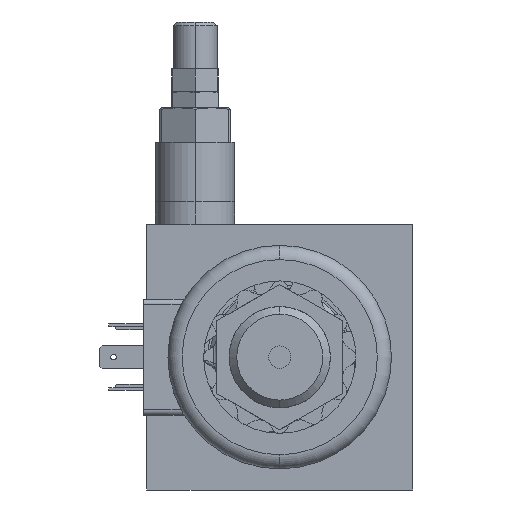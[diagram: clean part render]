
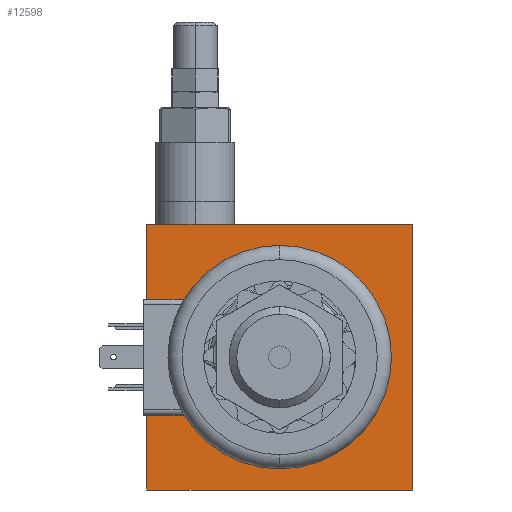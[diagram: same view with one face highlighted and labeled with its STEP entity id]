
A CAD part, left-side view. The second image highlights one B-rep face of the part: STEP entity #12598.
In plain terms, the highlighted planar face has unit normal (-1, 0, 0).
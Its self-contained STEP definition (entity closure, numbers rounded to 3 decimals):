
#622 = LINE ( 'NONE', #20613, #22361 ) ;
#1234 = CARTESIAN_POINT ( 'NONE',  ( -81.5, 37.5, -37.5 ) ) ;
#1239 = DIRECTION ( 'NONE',  ( -1., 0., 0. ) ) ;
#1533 = EDGE_CURVE ( 'NONE', #8076, #19350, #12677, .T. ) ;
#1807 = ORIENTED_EDGE ( 'NONE', *, *, #1533, .F. ) ;
#2140 = ORIENTED_EDGE ( 'NONE', *, *, #18511, .F. ) ;
#2148 = LINE ( 'NONE', #11272, #12433 ) ;
#2838 = CARTESIAN_POINT ( 'NONE',  ( -81.5, -37.5, -37.5 ) ) ;
#3427 = ORIENTED_EDGE ( 'NONE', *, *, #3604, .T. ) ;
#3604 = EDGE_CURVE ( 'NONE', #4281, #8740, #10709, .T. ) ;
#3800 = ORIENTED_EDGE ( 'NONE', *, *, #8395, .F. ) ;
#3925 = AXIS2_PLACEMENT_3D ( 'NONE', #2838, #9970, #6466 ) ;
#4281 = VERTEX_POINT ( 'NONE', #4922 ) ;
#4585 = FACE_OUTER_BOUND ( 'NONE', #4597, .T. ) ;
#4597 = EDGE_LOOP ( 'NONE', ( #19036, #3800, #2140, #3427 ) ) ;
#4922 = CARTESIAN_POINT ( 'NONE',  ( -81.5, -37.5, -37.5 ) ) ;
#5778 = CARTESIAN_POINT ( 'NONE',  ( -81.5, -37.5, 37.5 ) ) ;
#5791 = VECTOR ( 'NONE', #7210, 1000. ) ;
#6358 = FACE_BOUND ( 'NONE', #16183, .T. ) ;
#6396 = CARTESIAN_POINT ( 'NONE',  ( -81.5, 0., 0. ) ) ;
#6466 = DIRECTION ( 'NONE',  ( 0., 0., 1. ) ) ;
#7089 = VERTEX_POINT ( 'NONE', #15971 ) ;
#7210 = DIRECTION ( 'NONE',  ( 0., 0., 1. ) ) ;
#8076 = VERTEX_POINT ( 'NONE', #19948 ) ;
#8395 = EDGE_CURVE ( 'NONE', #14421, #7089, #17027, .T. ) ;
#8740 = VERTEX_POINT ( 'NONE', #5778 ) ;
#9610 = EDGE_CURVE ( 'NONE', #8740, #7089, #2148, .T. ) ;
#9863 = DIRECTION ( 'NONE',  ( 0., 1., 0. ) ) ;
#9970 = DIRECTION ( 'NONE',  ( -1., 0., 0. ) ) ;
#10709 = LINE ( 'NONE', #17851, #5791 ) ;
#11272 = CARTESIAN_POINT ( 'NONE',  ( -81.5, -37.5, 37.5 ) ) ;
#11574 = AXIS2_PLACEMENT_3D ( 'NONE', #6396, #1239, #22286 ) ;
#11714 = PLANE ( 'NONE',  #3925 ) ;
#12079 = CARTESIAN_POINT ( 'NONE',  ( -81.5, 37.5, -37.5 ) ) ;
#12433 = VECTOR ( 'NONE', #16426, 1000. ) ;
#12598 = ADVANCED_FACE ( 'NONE', ( #6358, #4585 ), #11714, .T. ) ;
#12677 = CIRCLE ( 'NONE', #11574, 15.5 ) ;
#12933 = DIRECTION ( 'NONE',  ( -1., 0., 0. ) ) ;
#13749 = VECTOR ( 'NONE', #15378, 1000. ) ;
#14421 = VERTEX_POINT ( 'NONE', #12079 ) ;
#14425 = CARTESIAN_POINT ( 'NONE',  ( -81.5, 0., -15.5 ) ) ;
#15204 = AXIS2_PLACEMENT_3D ( 'NONE', #21716, #12933, #18337 ) ;
#15378 = DIRECTION ( 'NONE',  ( 0., 0., 1. ) ) ;
#15971 = CARTESIAN_POINT ( 'NONE',  ( -81.5, 37.5, 37.5 ) ) ;
#16183 = EDGE_LOOP ( 'NONE', ( #18153, #1807 ) ) ;
#16426 = DIRECTION ( 'NONE',  ( 0., 1., 0. ) ) ;
#16525 = EDGE_CURVE ( 'NONE', #19350, #8076, #18200, .T. ) ;
#17027 = LINE ( 'NONE', #1234, #13749 ) ;
#17851 = CARTESIAN_POINT ( 'NONE',  ( -81.5, -37.5, -37.5 ) ) ;
#18153 = ORIENTED_EDGE ( 'NONE', *, *, #16525, .F. ) ;
#18200 = CIRCLE ( 'NONE', #15204, 15.5 ) ;
#18337 = DIRECTION ( 'NONE',  ( 0., 0., 1. ) ) ;
#18511 = EDGE_CURVE ( 'NONE', #4281, #14421, #622, .T. ) ;
#19036 = ORIENTED_EDGE ( 'NONE', *, *, #9610, .T. ) ;
#19350 = VERTEX_POINT ( 'NONE', #14425 ) ;
#19948 = CARTESIAN_POINT ( 'NONE',  ( -81.5, 0., 15.5 ) ) ;
#20613 = CARTESIAN_POINT ( 'NONE',  ( -81.5, -37.5, -37.5 ) ) ;
#21716 = CARTESIAN_POINT ( 'NONE',  ( -81.5, 0., 0. ) ) ;
#22286 = DIRECTION ( 'NONE',  ( 0., 0., 1. ) ) ;
#22361 = VECTOR ( 'NONE', #9863, 1000. ) ;
